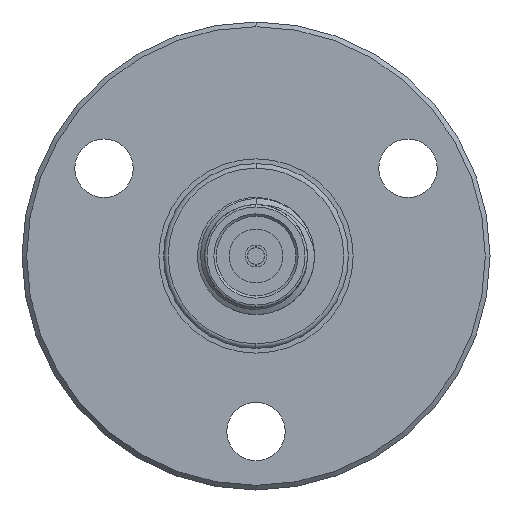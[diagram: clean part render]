
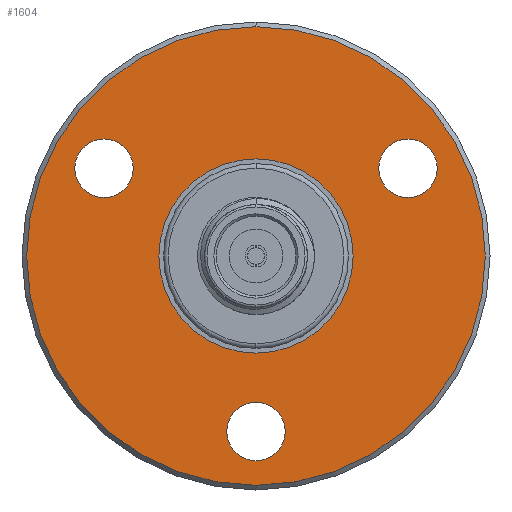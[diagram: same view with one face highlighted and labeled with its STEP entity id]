
A CAD part, left-side view. The second image highlights one B-rep face of the part: STEP entity #1604.
In plain terms, the highlighted planar face has unit normal (-1, 0, 0).
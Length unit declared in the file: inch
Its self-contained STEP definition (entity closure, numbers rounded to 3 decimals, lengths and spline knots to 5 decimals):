
#182 = CARTESIAN_POINT ( 'NONE',  ( 0.272, 0.32476, 0.1875 ) ) ;
#304 = ORIENTED_EDGE ( 'NONE', *, *, #3413, .T. ) ;
#335 = ORIENTED_EDGE ( 'NONE', *, *, #5979, .F. ) ;
#430 = AXIS2_PLACEMENT_3D ( 'NONE', #1938, #833, #6506 ) ;
#530 = DIRECTION ( 'NONE',  ( 1., 0., 0. ) ) ;
#660 = EDGE_CURVE ( 'NONE', #1763, #5833, #4247, .T. ) ;
#690 = DIRECTION ( 'NONE',  ( 0., 0., -1. ) ) ;
#805 = AXIS2_PLACEMENT_3D ( 'NONE', #6008, #2847, #6517 ) ;
#833 = DIRECTION ( 'NONE',  ( -1., 0., 0. ) ) ;
#899 = DIRECTION ( 'NONE',  ( 1., 0., 0. ) ) ;
#923 = CARTESIAN_POINT ( 'NONE',  ( 0.272, 0., -0.375 ) ) ;
#961 = EDGE_CURVE ( 'NONE', #5833, #1763, #2667, .T. ) ;
#1149 = CIRCLE ( 'NONE', #2233, 0.2075 ) ;
#1158 = ORIENTED_EDGE ( 'NONE', *, *, #2327, .T. ) ;
#1178 = CARTESIAN_POINT ( 'NONE',  ( 0.272, 0., -0.2075 ) ) ;
#1191 = FACE_BOUND ( 'NONE', #5227, .T. ) ;
#1226 = CARTESIAN_POINT ( 'NONE',  ( 0.272, 0.32476, 0.25 ) ) ;
#1355 = FACE_BOUND ( 'NONE', #4215, .T. ) ;
#1401 = DIRECTION ( 'NONE',  ( -1., 0., 0. ) ) ;
#1416 = EDGE_CURVE ( 'NONE', #2424, #6136, #3920, .T. ) ;
#1536 = DIRECTION ( 'NONE',  ( 0., 0., -1. ) ) ;
#1604 = ADVANCED_FACE ( 'NONE', ( #1191, #1355, #1996, #6493, #6657 ), #5631, .F. ) ;
#1763 = VERTEX_POINT ( 'NONE', #3897 ) ;
#1831 = CARTESIAN_POINT ( 'NONE',  ( 0.272, 0., -0.375 ) ) ;
#1938 = CARTESIAN_POINT ( 'NONE',  ( 0.272, 0., 0. ) ) ;
#1964 = CARTESIAN_POINT ( 'NONE',  ( 0.272, -0.32476, 0.1875 ) ) ;
#1966 = CIRCLE ( 'NONE', #5276, 0.0625 ) ;
#1996 = FACE_BOUND ( 'NONE', #3780, .T. ) ;
#2233 = AXIS2_PLACEMENT_3D ( 'NONE', #2756, #4199, #4719 ) ;
#2327 = EDGE_CURVE ( 'NONE', #3033, #6400, #5867, .T. ) ;
#2417 = EDGE_CURVE ( 'NONE', #6400, #3033, #3281, .T. ) ;
#2424 = VERTEX_POINT ( 'NONE', #2458 ) ;
#2458 = CARTESIAN_POINT ( 'NONE',  ( 0.272, 0.32476, 0.125 ) ) ;
#2528 = CARTESIAN_POINT ( 'NONE',  ( 0.272, 0., 0.2075 ) ) ;
#2559 = DIRECTION ( 'NONE',  ( 0., 0., -1. ) ) ;
#2613 = AXIS2_PLACEMENT_3D ( 'NONE', #923, #3499, #6618 ) ;
#2652 = ORIENTED_EDGE ( 'NONE', *, *, #4389, .T. ) ;
#2667 = CIRCLE ( 'NONE', #2613, 0.0625 ) ;
#2756 = CARTESIAN_POINT ( 'NONE',  ( 0.272, 0., 0. ) ) ;
#2847 = DIRECTION ( 'NONE',  ( 1., 0., 0. ) ) ;
#3033 = VERTEX_POINT ( 'NONE', #4319 ) ;
#3078 = CARTESIAN_POINT ( 'NONE',  ( 0.272, -0.32476, 0.1875 ) ) ;
#3254 = CIRCLE ( 'NONE', #5928, 0.2075 ) ;
#3281 = CIRCLE ( 'NONE', #430, 0.49 ) ;
#3413 = EDGE_CURVE ( 'NONE', #4288, #3511, #4805, .T. ) ;
#3455 = EDGE_LOOP ( 'NONE', ( #3870, #335 ) ) ;
#3499 = DIRECTION ( 'NONE',  ( 1., 0., 0. ) ) ;
#3511 = VERTEX_POINT ( 'NONE', #4061 ) ;
#3543 = DIRECTION ( 'NONE',  ( 1., 0., 0. ) ) ;
#3670 = ORIENTED_EDGE ( 'NONE', *, *, #1416, .T. ) ;
#3776 = DIRECTION ( 'NONE',  ( 1., 0., 0. ) ) ;
#3780 = EDGE_LOOP ( 'NONE', ( #6113, #6639 ) ) ;
#3851 = AXIS2_PLACEMENT_3D ( 'NONE', #1964, #3543, #4514 ) ;
#3870 = ORIENTED_EDGE ( 'NONE', *, *, #5587, .F. ) ;
#3897 = CARTESIAN_POINT ( 'NONE',  ( 0.272, 0., -0.3125 ) ) ;
#3920 = CIRCLE ( 'NONE', #805, 0.0625 ) ;
#3961 = CARTESIAN_POINT ( 'NONE',  ( 0.272, 0., 0. ) ) ;
#3985 = DIRECTION ( 'NONE',  ( 0., 0., -1. ) ) ;
#4061 = CARTESIAN_POINT ( 'NONE',  ( 0.272, -0.32476, 0.25 ) ) ;
#4138 = ORIENTED_EDGE ( 'NONE', *, *, #5898, .T. ) ;
#4199 = DIRECTION ( 'NONE',  ( -1., 0., 0. ) ) ;
#4215 = EDGE_LOOP ( 'NONE', ( #304, #4138 ) ) ;
#4247 = CIRCLE ( 'NONE', #4575, 0.0625 ) ;
#4288 = VERTEX_POINT ( 'NONE', #5638 ) ;
#4319 = CARTESIAN_POINT ( 'NONE',  ( 0.272, 0., 0.49 ) ) ;
#4381 = CARTESIAN_POINT ( 'NONE',  ( 0.272, 0., 0. ) ) ;
#4389 = EDGE_CURVE ( 'NONE', #6136, #2424, #1966, .T. ) ;
#4514 = DIRECTION ( 'NONE',  ( 0., 0., -1. ) ) ;
#4541 = CARTESIAN_POINT ( 'NONE',  ( 0.272, 0.2075, 0. ) ) ;
#4575 = AXIS2_PLACEMENT_3D ( 'NONE', #1831, #5957, #1536 ) ;
#4719 = DIRECTION ( 'NONE',  ( 0., 0., 1. ) ) ;
#4805 = CIRCLE ( 'NONE', #3851, 0.0625 ) ;
#4849 = CARTESIAN_POINT ( 'NONE',  ( 0.272, 0., -0.49 ) ) ;
#4858 = CIRCLE ( 'NONE', #5758, 0.0625 ) ;
#4877 = EDGE_LOOP ( 'NONE', ( #5018, #1158 ) ) ;
#4956 = AXIS2_PLACEMENT_3D ( 'NONE', #3961, #1401, #3985 ) ;
#5018 = ORIENTED_EDGE ( 'NONE', *, *, #2417, .T. ) ;
#5074 = DIRECTION ( 'NONE',  ( 0., 0., -1. ) ) ;
#5227 = EDGE_LOOP ( 'NONE', ( #3670, #2652 ) ) ;
#5276 = AXIS2_PLACEMENT_3D ( 'NONE', #182, #3776, #690 ) ;
#5342 = AXIS2_PLACEMENT_3D ( 'NONE', #4541, #899, #5074 ) ;
#5525 = CARTESIAN_POINT ( 'NONE',  ( 0.272, 0., -0.4375 ) ) ;
#5587 = EDGE_CURVE ( 'NONE', #6538, #6322, #3254, .T. ) ;
#5631 = PLANE ( 'NONE',  #5342 ) ;
#5638 = CARTESIAN_POINT ( 'NONE',  ( 0.272, -0.32476, 0.125 ) ) ;
#5758 = AXIS2_PLACEMENT_3D ( 'NONE', #3078, #530, #2559 ) ;
#5833 = VERTEX_POINT ( 'NONE', #5525 ) ;
#5867 = CIRCLE ( 'NONE', #4956, 0.49 ) ;
#5898 = EDGE_CURVE ( 'NONE', #3511, #4288, #4858, .T. ) ;
#5928 = AXIS2_PLACEMENT_3D ( 'NONE', #4381, #6510, #6594 ) ;
#5957 = DIRECTION ( 'NONE',  ( 1., 0., 0. ) ) ;
#5979 = EDGE_CURVE ( 'NONE', #6322, #6538, #1149, .T. ) ;
#6008 = CARTESIAN_POINT ( 'NONE',  ( 0.272, 0.32476, 0.1875 ) ) ;
#6113 = ORIENTED_EDGE ( 'NONE', *, *, #961, .T. ) ;
#6136 = VERTEX_POINT ( 'NONE', #1226 ) ;
#6322 = VERTEX_POINT ( 'NONE', #1178 ) ;
#6400 = VERTEX_POINT ( 'NONE', #4849 ) ;
#6493 = FACE_OUTER_BOUND ( 'NONE', #4877, .T. ) ;
#6506 = DIRECTION ( 'NONE',  ( 0., 0., -1. ) ) ;
#6510 = DIRECTION ( 'NONE',  ( -1., 0., 0. ) ) ;
#6517 = DIRECTION ( 'NONE',  ( 0., 0., -1. ) ) ;
#6538 = VERTEX_POINT ( 'NONE', #2528 ) ;
#6594 = DIRECTION ( 'NONE',  ( 0., 0., 1. ) ) ;
#6618 = DIRECTION ( 'NONE',  ( 0., 0., -1. ) ) ;
#6639 = ORIENTED_EDGE ( 'NONE', *, *, #660, .T. ) ;
#6657 = FACE_BOUND ( 'NONE', #3455, .T. ) ;
